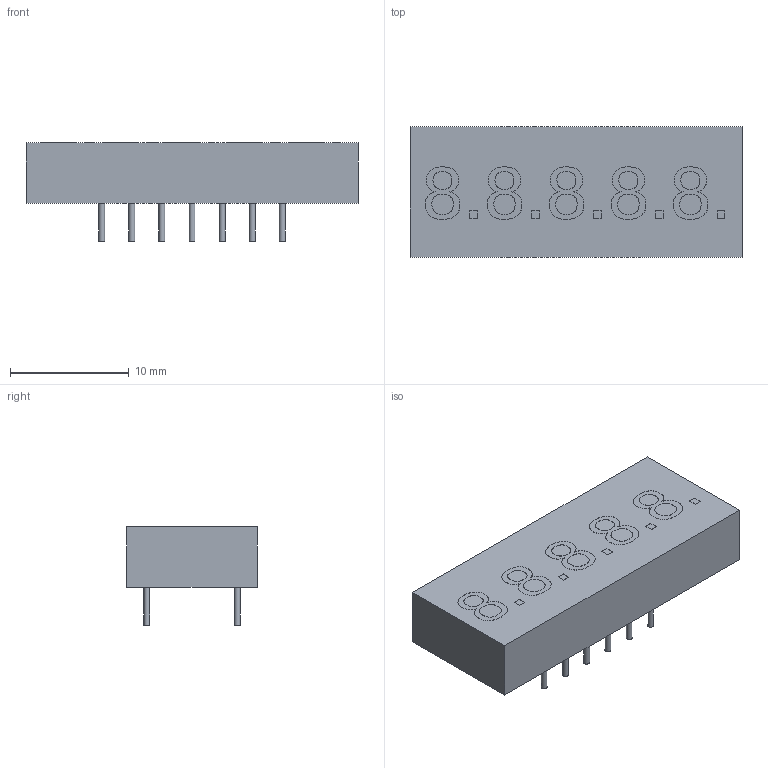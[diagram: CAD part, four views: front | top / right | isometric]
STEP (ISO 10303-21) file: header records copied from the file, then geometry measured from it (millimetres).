
FILE_DESCRIPTION( ( '' ), ' ' );
FILE_NAME( '59e6e6a64612e60e0c3c9b72.step', '2017-10-18T05:29:11', ( '' ), ( '' ), ' ', ' ', ' ' );
FILE_SCHEMA( ( 'AUTOMOTIVE_DESIGN { 1 0 10303 214 1 1 1 1 }' ) );
Length unit declared in the file: metre
Products named in the file (24): Body; Digit; Pins
Bounding box: 28 x 11 x 8.31 mm (x, y, z)
Volume: 1579.3 mm3; surface area: 1150 mm2
Topology: 24 solids, 24 shells, 245 faces, 591 edges, 394 vertices
Faces by surface type: extrusion 150, plane 82, cylinder 13
Full cylindrical faces by diameter (mm): 0.5 x13
Entity records: 9492 total; most frequent: CARTESIAN_POINT 2141, ORIENTED_EDGE 1156, DIRECTION 692, EDGE_CURVE 578, B_SPLINE_CURVE_WITH_KNOTS 450, VECTOR 402, VERTEX_POINT 394, EDGE_LOOP 278
